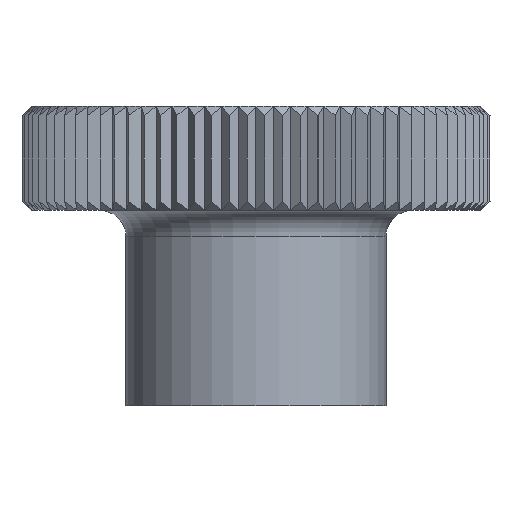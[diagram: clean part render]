
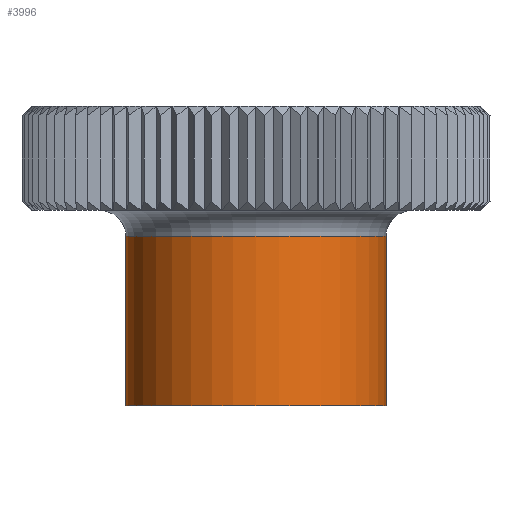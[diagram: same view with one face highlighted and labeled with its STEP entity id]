
A CAD part, front view. The second image highlights one B-rep face of the part: STEP entity #3996.
In plain terms, the highlighted cylindrical face has radius 10 mm (diameter 20 mm), a partial arc.
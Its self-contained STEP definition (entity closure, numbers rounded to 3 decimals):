
#1964=VERTEX_POINT('',#5745);
#2306=VERTEX_POINT('',#6128);
#3554=EDGE_CURVE('',#4832,#2306,#7518,.T.);
#3838=EDGE_CURVE('',#1964,#4944,#7825,.T.);
#3996=ADVANCED_FACE('',(#8001),#8002,.T.);
#4832=VERTEX_POINT('',#8946);
#4944=VERTEX_POINT('',#9068);
#5290=EDGE_CURVE('',#1964,#4832,#9452,.T.);
#5562=EDGE_CURVE('',#2306,#4944,#9755,.T.);
#5745=CARTESIAN_POINT('',(10.0,0.,13.0));
#6128=CARTESIAN_POINT('',(-10.0,0.,0.0));
#7518=CIRCLE('',#13551,10.0);
#7825=CIRCLE('',#14139,10.0);
#8001=FACE_OUTER_BOUND('',#14472,.T.);
#8002=CYLINDRICAL_SURFACE('',#14473,10.0);
#8946=CARTESIAN_POINT('',(10.,0.,0.0));
#9068=CARTESIAN_POINT('',(-10.,0.,13.0));
#9452=LINE('',#17394,#17395);
#9755=LINE('',#18013,#18014);
#13551=AXIS2_PLACEMENT_3D('',#20410,#20411,#20412);
#14139=AXIS2_PLACEMENT_3D('',#20700,#20701,#20702);
#14472=EDGE_LOOP('',(#20889,#20890,#20891,#20892));
#14473=AXIS2_PLACEMENT_3D('',#20893,#20894,#20895);
#17394=CARTESIAN_POINT('',(10.,0.,6.5));
#17395=VECTOR('',#22665,1.0);
#18013=CARTESIAN_POINT('',(-10.0,0.,6.5));
#18014=VECTOR('',#22996,1.0);
#20410=CARTESIAN_POINT('',(0.,0.,0.0));
#20411=DIRECTION('',(0.0,0.0,-1.0));
#20412=DIRECTION('',(1.0,0.,0.0));
#20700=CARTESIAN_POINT('',(0.,0.,13.0));
#20701=DIRECTION('',(0.0,0.0,-1.0));
#20702=DIRECTION('',(1.0,0.,0.0));
#20889=ORIENTED_EDGE('',*,*,#5290,.F.);
#20890=ORIENTED_EDGE('',*,*,#3838,.T.);
#20891=ORIENTED_EDGE('',*,*,#5562,.F.);
#20892=ORIENTED_EDGE('',*,*,#3554,.F.);
#20893=CARTESIAN_POINT('',(0.,0.,6.5));
#20894=DIRECTION('',(-0.0,-0.0,1.0));
#20895=DIRECTION('',(1.0,0.,0.0));
#22665=DIRECTION('',(0.0,0.0,-1.0));
#22996=DIRECTION('',(-0.0,-0.0,1.0));
